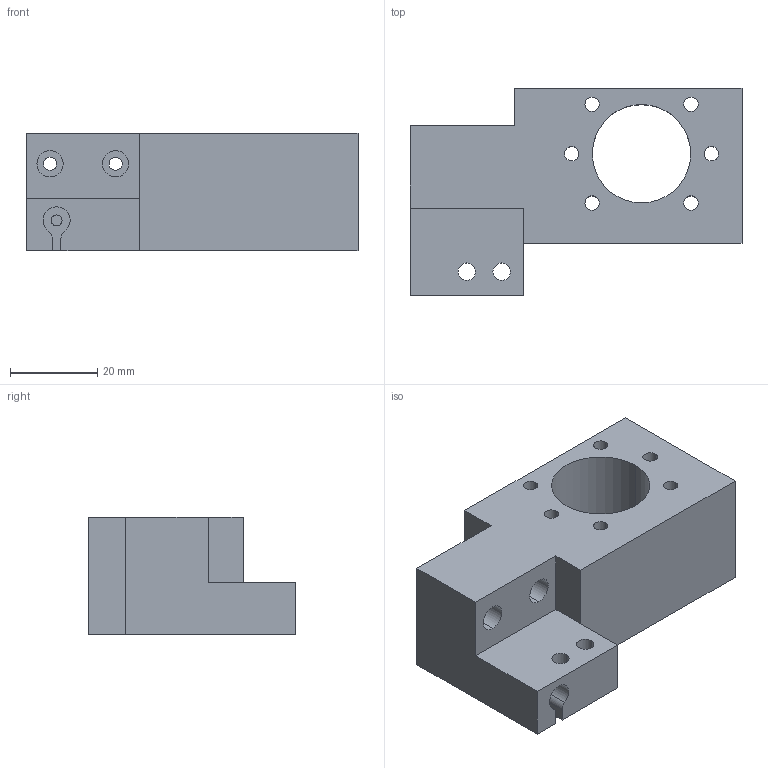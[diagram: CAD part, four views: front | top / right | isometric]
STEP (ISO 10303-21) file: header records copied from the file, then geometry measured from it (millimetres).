
FILE_DESCRIPTION (( 'STEP AP214' ), '1' );
FILE_NAME ('等蹈蟀諉璃-1204VQ.STEP', '2025-10-24T08:30:19', ( '' ), ( '' ), 'SwSTEP 2.0', 'SolidWorks 2023', '' );
FILE_SCHEMA (( 'AUTOMOTIVE_DESIGN' ));
Length unit declared in the file: millimetre
Products named in the file (1): 单列连接件-1204VQ
Bounding box: 76 x 47.5 x 27 mm (x, y, z)
Volume: 54268 mm3; surface area: 15760.6 mm2
Topology: 1 solids, 1 shells, 50 faces, 134 edges, 89 vertices
Faces by surface type: cylinder 31, plane 19
Entity records: 1659 total; most frequent: DIRECTION 298, CARTESIAN_POINT 274, ORIENTED_EDGE 268, EDGE_CURVE 134, AXIS2_PLACEMENT_3D 113, VERTEX_POINT 89, EDGE_LOOP 75, VECTOR 72
